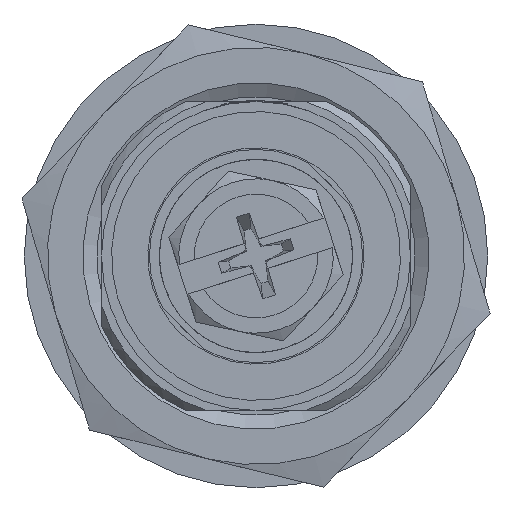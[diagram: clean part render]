
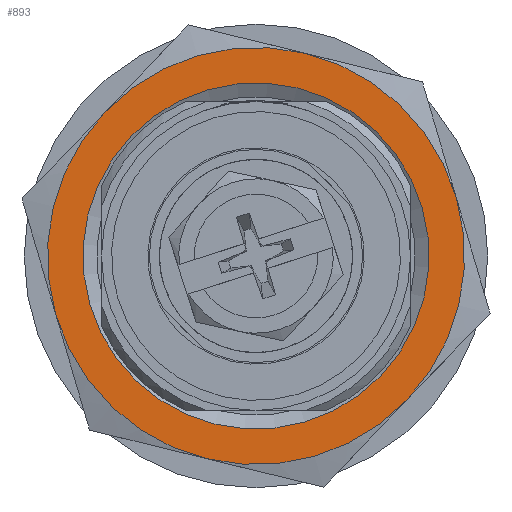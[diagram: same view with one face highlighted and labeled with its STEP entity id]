
A CAD part, front view. The second image highlights one B-rep face of the part: STEP entity #893.
In plain terms, the highlighted planar face has unit normal (0, -1, 0).
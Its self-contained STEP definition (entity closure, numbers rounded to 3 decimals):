
#893=ADVANCED_FACE('',(#1871,#1872),#1873,.F.);
#1871=FACE_BOUND('',#3079,.T.);
#1872=FACE_OUTER_BOUND('',#3080,.T.);
#1873=PLANE('',#3081);
#3079=EDGE_LOOP('',(#6892));
#3080=EDGE_LOOP('',(#6893,#6894,#6895,#6896,#6897,#6898));
#3081=AXIS2_PLACEMENT_3D('',#6899,#6900,#6901);
#6892=ORIENTED_EDGE('',*,*,#8622,.T.);
#6893=ORIENTED_EDGE('',*,*,#8623,.F.);
#6894=ORIENTED_EDGE('',*,*,#8624,.F.);
#6895=ORIENTED_EDGE('',*,*,#8625,.F.);
#6896=ORIENTED_EDGE('',*,*,#8626,.F.);
#6897=ORIENTED_EDGE('',*,*,#8584,.F.);
#6898=ORIENTED_EDGE('',*,*,#8627,.F.);
#6899=CARTESIAN_POINT('',(15.144,-5.3,-3.694));
#6900=DIRECTION('',(0.,1.0,0.));
#6901=DIRECTION('',(0.96,0.,0.281));
#8584=EDGE_CURVE('',#10162,#10159,#10164,.T.);
#8622=EDGE_CURVE('',#10229,#10229,#10230,.T.);
#8623=EDGE_CURVE('',#10231,#10171,#10232,.T.);
#8624=EDGE_CURVE('',#10233,#10231,#10234,.T.);
#8625=EDGE_CURVE('',#10235,#10233,#10236,.T.);
#8626=EDGE_CURVE('',#10159,#10235,#10237,.T.);
#8627=EDGE_CURVE('',#10171,#10162,#10238,.T.);
#10159=VERTEX_POINT('',#12998);
#10162=VERTEX_POINT('',#13006);
#10164=CIRCLE('',#13013,13.5);
#10171=VERTEX_POINT('',#13026);
#10229=VERTEX_POINT('',#13118);
#10230=CIRCLE('',#13119,11.2);
#10231=VERTEX_POINT('',#13120);
#10232=CIRCLE('',#13121,13.5);
#10233=VERTEX_POINT('',#13122);
#10234=CIRCLE('',#13123,13.5);
#10235=VERTEX_POINT('',#13124);
#10236=CIRCLE('',#13125,13.5);
#10237=CIRCLE('',#13126,13.5);
#10238=CIRCLE('',#13127,13.5);
#12998=CARTESIAN_POINT('',(-12.958,-5.3,-3.787));
#13006=CARTESIAN_POINT('',(-3.199,-5.3,-13.115));
#13013=AXIS2_PLACEMENT_3D('',#15013,#15014,#15015);
#13026=CARTESIAN_POINT('',(9.759,-5.3,-9.328));
#13118=CARTESIAN_POINT('',(10.75,-5.3,3.142));
#13119=AXIS2_PLACEMENT_3D('',#15057,#15058,#15059);
#13120=CARTESIAN_POINT('',(12.958,-5.3,3.787));
#13121=AXIS2_PLACEMENT_3D('',#15060,#15061,#15062);
#13122=CARTESIAN_POINT('',(3.199,-5.3,13.115));
#13123=AXIS2_PLACEMENT_3D('',#15063,#15064,#15065);
#13124=CARTESIAN_POINT('',(-9.759,-5.3,9.328));
#13125=AXIS2_PLACEMENT_3D('',#15066,#15067,#15068);
#13126=AXIS2_PLACEMENT_3D('',#15069,#15070,#15071);
#13127=AXIS2_PLACEMENT_3D('',#15072,#15073,#15074);
#15013=CARTESIAN_POINT('',(0.,-5.3,0.));
#15014=DIRECTION('',(0.,1.0,0.));
#15015=DIRECTION('',(0.96,0.,0.281));
#15057=CARTESIAN_POINT('',(0.,-5.3,0.0));
#15058=DIRECTION('',(0.,1.0,0.));
#15059=DIRECTION('',(0.96,0.,0.281));
#15060=CARTESIAN_POINT('',(0.,-5.3,0.0));
#15061=DIRECTION('',(0.,1.0,0.));
#15062=DIRECTION('',(0.96,0.,0.281));
#15063=CARTESIAN_POINT('',(0.,-5.3,0.));
#15064=DIRECTION('',(0.,1.0,0.));
#15065=DIRECTION('',(0.96,0.,0.281));
#15066=CARTESIAN_POINT('',(0.,-5.3,0.));
#15067=DIRECTION('',(0.,1.0,0.));
#15068=DIRECTION('',(0.96,0.,0.281));
#15069=CARTESIAN_POINT('',(0.,-5.3,0.));
#15070=DIRECTION('',(0.,1.0,0.));
#15071=DIRECTION('',(0.96,0.,0.281));
#15072=CARTESIAN_POINT('',(0.,-5.3,0.));
#15073=DIRECTION('',(0.,1.0,0.));
#15074=DIRECTION('',(0.96,0.,0.281));
